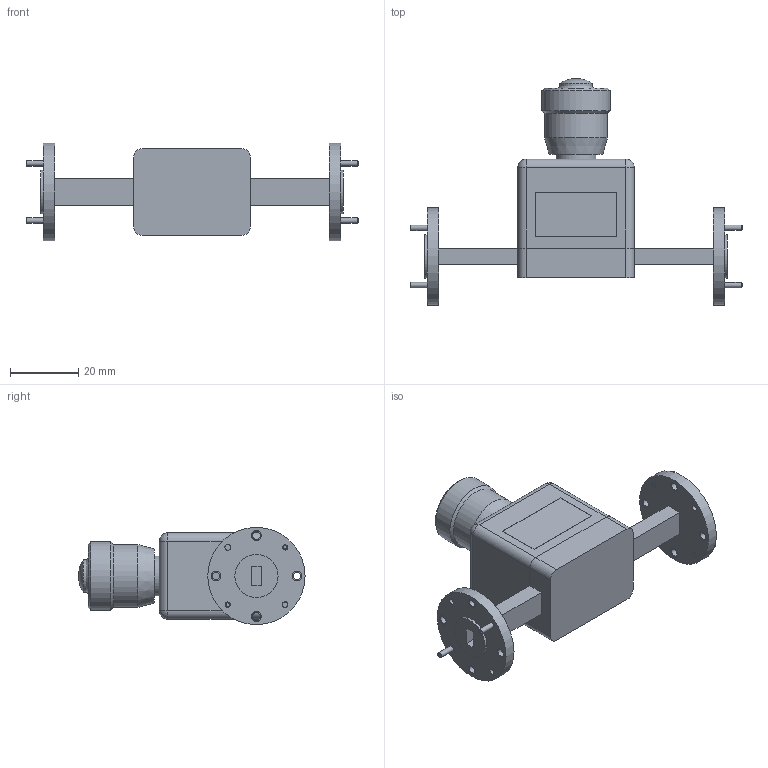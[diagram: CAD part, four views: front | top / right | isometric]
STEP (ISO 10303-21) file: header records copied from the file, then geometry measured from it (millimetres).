
FILE_DESCRIPTION (( 'STEP AP203' ), '1' );
FILE_NAME ('PE-W22PS1001.step', '2019-11-01T22:57:23', ( '' ), ( '' ), 'SwSTEP 2.0', 'SolidWorks 2018', '' );
FILE_SCHEMA (( 'CONFIG_CONTROL_DESIGN' ));
Length unit declared in the file: inch
Products named in the file (1): PE-W22PS1001
Bounding box: 97.54 x 66.44 x 28.57 mm (x, y, z)
Volume: 39338.3 mm3; surface area: 13216.2 mm2
Topology: 1 solids, 1 shells, 135 faces, 282 edges, 179 vertices
Faces by surface type: plane 67, cylinder 56, cone 7, sphere 4, torus 1
Full cylindrical faces by diameter (mm): 1.562 x8, 1.702 x4, 2.261 x8, 2.845 x16, 9.42 x1, 11.749 x1, 12.7 x2, 18.456 x1, 20.017 x1, 28.575 x2
Entity records: 3375 total; most frequent: DIRECTION 594, CARTESIAN_POINT 554, ORIENTED_EDGE 436, AXIS2_PLACEMENT_3D 250, EDGE_LOOP 244, EDGE_CURVE 218, FACE_OUTER_BOUND 179, VERTEX_POINT 170
